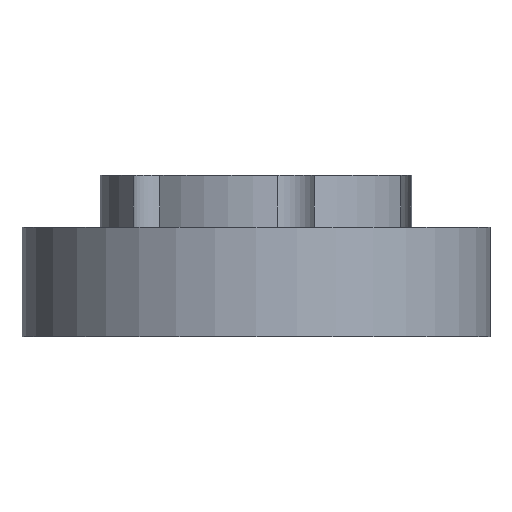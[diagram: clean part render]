
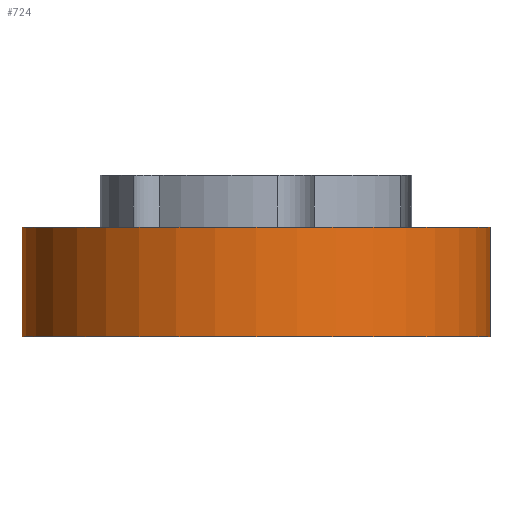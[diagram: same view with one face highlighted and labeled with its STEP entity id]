
A CAD part, front view. The second image highlights one B-rep face of the part: STEP entity #724.
In plain terms, the highlighted cylindrical face has radius 22.5 mm (diameter 45 mm), a partial arc.
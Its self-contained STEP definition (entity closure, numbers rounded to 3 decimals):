
#32 = DIRECTION ( 'NONE',  ( 0., 0., -1. ) ) ;
#44 = EDGE_LOOP ( 'NONE', ( #1547, #3927, #415, #72 ) ) ;
#72 = ORIENTED_EDGE ( 'NONE', *, *, #2395, .T. ) ;
#197 = CIRCLE ( 'NONE', #4921, 22.5 ) ;
#203 = CARTESIAN_POINT ( 'NONE',  ( -22.5, 0., 0. ) ) ;
#415 = ORIENTED_EDGE ( 'NONE', *, *, #2622, .T. ) ;
#563 = LINE ( 'NONE', #2659, #4941 ) ;
#690 = DIRECTION ( 'NONE',  ( 0., 0., 1. ) ) ;
#724 = ADVANCED_FACE ( 'NONE', ( #3001 ), #5203, .T. ) ;
#834 = DIRECTION ( 'NONE',  ( 1., 0., 0. ) ) ;
#889 = LINE ( 'NONE', #2861, #2269 ) ;
#1429 = CARTESIAN_POINT ( 'NONE',  ( 22.5, 0., 10.5 ) ) ;
#1459 = EDGE_CURVE ( 'NONE', #4821, #1663, #197, .T. ) ;
#1547 = ORIENTED_EDGE ( 'NONE', *, *, #3715, .F. ) ;
#1663 = VERTEX_POINT ( 'NONE', #1429 ) ;
#1809 = VERTEX_POINT ( 'NONE', #203 ) ;
#1821 = AXIS2_PLACEMENT_3D ( 'NONE', #5180, #2813, #4406 ) ;
#2208 = DIRECTION ( 'NONE',  ( 0., 0., -1. ) ) ;
#2269 = VECTOR ( 'NONE', #32, 1000. ) ;
#2388 = DIRECTION ( 'NONE',  ( 0., 0., 1. ) ) ;
#2395 = EDGE_CURVE ( 'NONE', #1809, #3230, #3704, .T. ) ;
#2622 = EDGE_CURVE ( 'NONE', #4821, #1809, #889, .T. ) ;
#2659 = CARTESIAN_POINT ( 'NONE',  ( 22.5, 0., 10.5 ) ) ;
#2813 = DIRECTION ( 'NONE',  ( 0., 0., -1. ) ) ;
#2861 = CARTESIAN_POINT ( 'NONE',  ( -22.5, 0., 10.5 ) ) ;
#3001 = FACE_OUTER_BOUND ( 'NONE', #44, .T. ) ;
#3228 = CARTESIAN_POINT ( 'NONE',  ( 0., 0., 10.5 ) ) ;
#3230 = VERTEX_POINT ( 'NONE', #4442 ) ;
#3592 = CARTESIAN_POINT ( 'NONE',  ( 0., 0., 0. ) ) ;
#3672 = CARTESIAN_POINT ( 'NONE',  ( -22.5, 0., 10.5 ) ) ;
#3704 = CIRCLE ( 'NONE', #5254, 22.5 ) ;
#3715 = EDGE_CURVE ( 'NONE', #1663, #3230, #563, .T. ) ;
#3927 = ORIENTED_EDGE ( 'NONE', *, *, #1459, .F. ) ;
#4392 = DIRECTION ( 'NONE',  ( 1., 0., 0. ) ) ;
#4406 = DIRECTION ( 'NONE',  ( -1., 0., 0. ) ) ;
#4442 = CARTESIAN_POINT ( 'NONE',  ( 22.5, 0., 0. ) ) ;
#4821 = VERTEX_POINT ( 'NONE', #3672 ) ;
#4921 = AXIS2_PLACEMENT_3D ( 'NONE', #3228, #2388, #834 ) ;
#4941 = VECTOR ( 'NONE', #2208, 1000. ) ;
#5180 = CARTESIAN_POINT ( 'NONE',  ( 0., 0., 10.5 ) ) ;
#5203 = CYLINDRICAL_SURFACE ( 'NONE', #1821, 22.5 ) ;
#5254 = AXIS2_PLACEMENT_3D ( 'NONE', #3592, #690, #4392 ) ;
